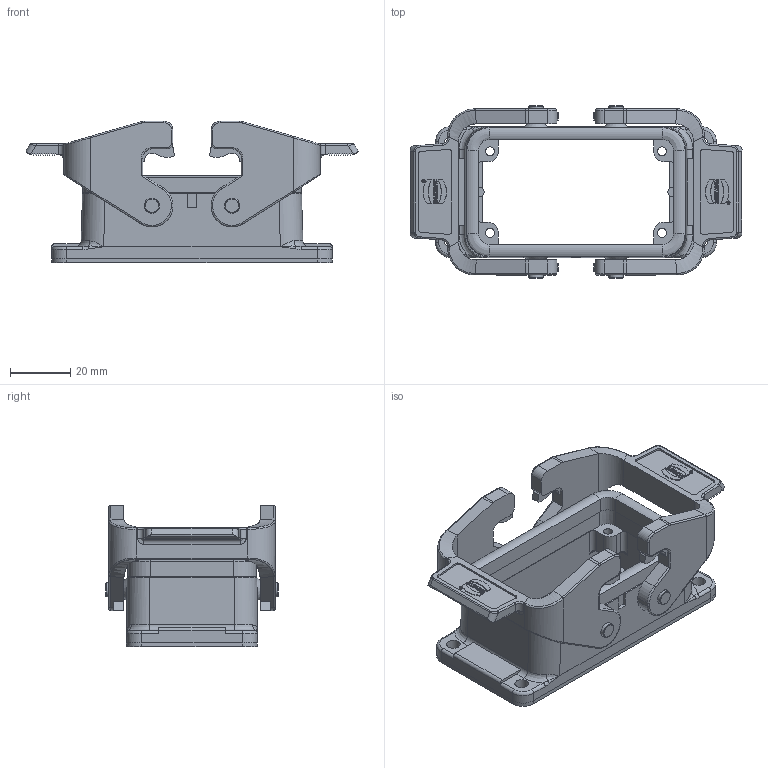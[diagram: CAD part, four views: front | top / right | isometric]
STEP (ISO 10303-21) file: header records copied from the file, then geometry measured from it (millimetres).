
FILE_DESCRIPTION(/* description */ (''),/* implementation_level */ '2;1');
FILE_NAME(/* name */ '100094923ugm000_e.stp',/* time_stamp */ '2017-11-03T08:58:21+01:00',/* author */ (''),/* organization */ (''),/* preprocessor_version */ 'ST-DEVELOPER v16',/* originating_system */ 'SIEMENS PLM Software NX 10.0',/* authorisation */ '');
FILE_SCHEMA (('AUTOMOTIVE_DESIGN { 1 0 10303 214 3 1 1 1 }'));
Length unit declared in the file: millimetre
Products named in the file (1): 100094923ugm000_e
Bounding box: 110 x 57.2 x 46.9 mm (x, y, z)
Volume: 50133.2 mm3; surface area: 31934.5 mm2
Topology: 7 solids, 7 shells, 849 faces, 2674 edges, 2358 vertices
Faces by surface type: plane 449, cylinder 236, bspline 112, cone 34, torus 16, sphere 2
Full cylindrical faces by diameter (mm): 3 x4, 4.5 x4, 4.8 x4, 5.1 x4
Entity records: 35038 total; most frequent: CARTESIAN_POINT 9882, ORIENTED_EDGE 4240, DIRECTION 4096, EDGE_CURVE 2120, LINE 1472, VECTOR 1472, VERTEX_POINT 1353, AXIS2_PLACEMENT_3D 1312
